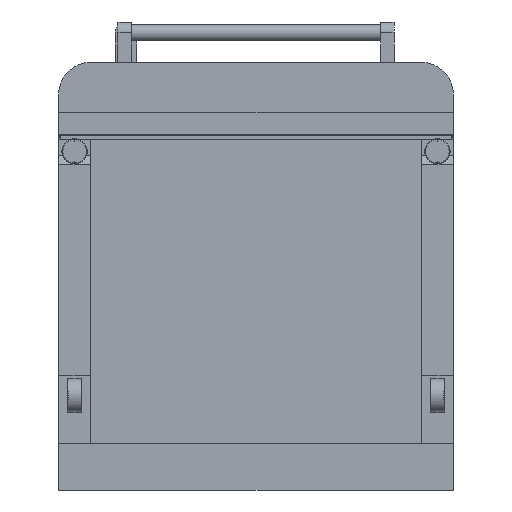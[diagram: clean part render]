
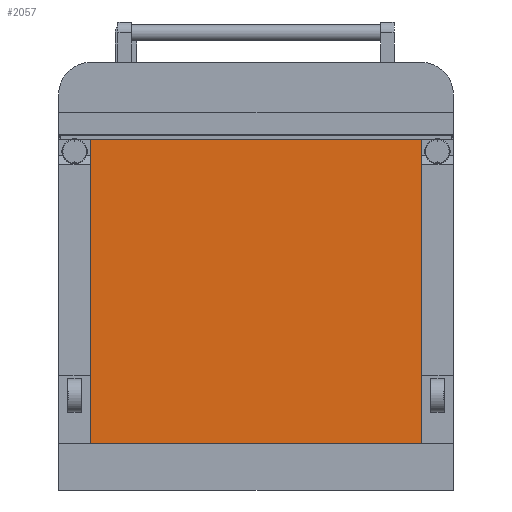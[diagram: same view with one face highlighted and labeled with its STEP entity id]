
A CAD part, front view. The second image highlights one B-rep face of the part: STEP entity #2057.
In plain terms, the highlighted planar face has unit normal (0, -1, 0).
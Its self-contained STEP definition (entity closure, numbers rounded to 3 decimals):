
#99 = DIRECTION ( 'NONE',  ( -1., 0., 0. ) ) ;
#316 = PLANE ( 'NONE',  #3455 ) ;
#352 = CARTESIAN_POINT ( 'NONE',  ( 246., -928.35, -210.4 ) ) ;
#367 = EDGE_CURVE ( 'NONE', #1544, #4412, #2093, .T. ) ;
#544 = VERTEX_POINT ( 'NONE', #352 ) ;
#560 = CARTESIAN_POINT ( 'NONE',  ( -246., -928.35, 240. ) ) ;
#572 = LINE ( 'NONE', #2097, #1884 ) ;
#731 = FACE_OUTER_BOUND ( 'NONE', #1294, .T. ) ;
#749 = DIRECTION ( 'NONE',  ( 0., 0., 1. ) ) ;
#805 = CARTESIAN_POINT ( 'NONE',  ( 246., -928.35, -280. ) ) ;
#951 = EDGE_CURVE ( 'NONE', #544, #1084, #1579, .T. ) ;
#1008 = DIRECTION ( 'NONE',  ( -1., 0., 0. ) ) ;
#1084 = VERTEX_POINT ( 'NONE', #2349 ) ;
#1101 = CARTESIAN_POINT ( 'NONE',  ( -246., -928.35, -280. ) ) ;
#1294 = EDGE_LOOP ( 'NONE', ( #1316, #3221, #2882, #3948 ) ) ;
#1316 = ORIENTED_EDGE ( 'NONE', *, *, #951, .T. ) ;
#1544 = VERTEX_POINT ( 'NONE', #3328 ) ;
#1550 = DIRECTION ( 'NONE',  ( 0., 0., 1. ) ) ;
#1579 = LINE ( 'NONE', #805, #3879 ) ;
#1884 = VECTOR ( 'NONE', #99, 1000. ) ;
#2057 = ADVANCED_FACE ( 'NONE', ( #731 ), #316, .F. ) ;
#2093 = LINE ( 'NONE', #3479, #3203 ) ;
#2097 = CARTESIAN_POINT ( 'NONE',  ( -293., -928.35, -210.4 ) ) ;
#2349 = CARTESIAN_POINT ( 'NONE',  ( 246., -928.35, 240. ) ) ;
#2542 = VECTOR ( 'NONE', #1008, 1000. ) ;
#2674 = DIRECTION ( 'NONE',  ( 0., 0., 1. ) ) ;
#2882 = ORIENTED_EDGE ( 'NONE', *, *, #367, .F. ) ;
#3203 = VECTOR ( 'NONE', #1550, 1000. ) ;
#3221 = ORIENTED_EDGE ( 'NONE', *, *, #3961, .T. ) ;
#3328 = CARTESIAN_POINT ( 'NONE',  ( -246., -928.35, -210.4 ) ) ;
#3455 = AXIS2_PLACEMENT_3D ( 'NONE', #1101, #3848, #2674 ) ;
#3479 = CARTESIAN_POINT ( 'NONE',  ( -246., -928.35, -280. ) ) ;
#3822 = EDGE_CURVE ( 'NONE', #544, #1544, #572, .T. ) ;
#3848 = DIRECTION ( 'NONE',  ( 0., 1., 0. ) ) ;
#3879 = VECTOR ( 'NONE', #749, 1000. ) ;
#3910 = LINE ( 'NONE', #560, #2542 ) ;
#3948 = ORIENTED_EDGE ( 'NONE', *, *, #3822, .F. ) ;
#3961 = EDGE_CURVE ( 'NONE', #1084, #4412, #3910, .T. ) ;
#4412 = VERTEX_POINT ( 'NONE', #5061 ) ;
#5061 = CARTESIAN_POINT ( 'NONE',  ( -246., -928.35, 240. ) ) ;
